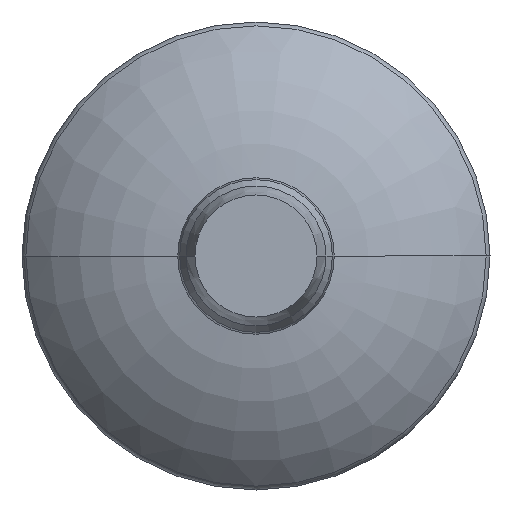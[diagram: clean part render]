
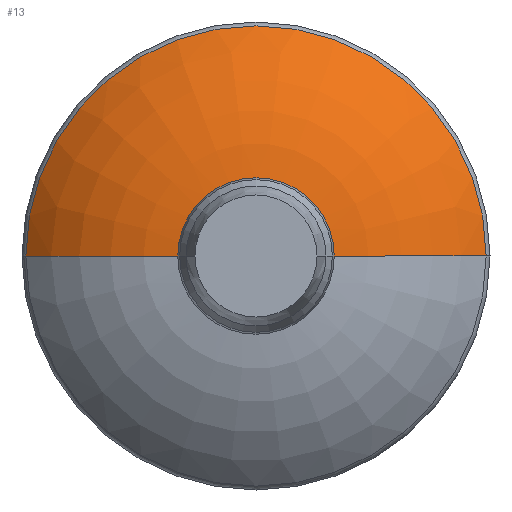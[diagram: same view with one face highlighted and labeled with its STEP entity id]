
A CAD part, left-side view. The second image highlights one B-rep face of the part: STEP entity #13.
In plain terms, the highlighted toroidal (fillet/blend) face has major radius 1.149 mm and minor radius 4.623 mm.
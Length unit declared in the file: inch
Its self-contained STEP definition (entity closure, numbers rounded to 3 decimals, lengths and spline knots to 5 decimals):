
#2 = FACE_OUTER_BOUND ( 'NONE', #845, .T. ) ;
#7 = DIRECTION ( 'NONE',  ( 1., 0., 0. ) ) ;
#13 = ADVANCED_FACE ( 'NONE', ( #2 ), #366, .T. ) ;
#28 = CIRCLE ( 'NONE', #643, 0.18095 ) ;
#47 = EDGE_CURVE ( 'NONE', #833, #118, #28, .T. ) ;
#68 = CARTESIAN_POINT ( 'NONE',  ( 0.10127, -0.04523, 0. ) ) ;
#75 = DIRECTION ( 'NONE',  ( 0., 1., 0. ) ) ;
#118 = VERTEX_POINT ( 'NONE', #602 ) ;
#158 = ORIENTED_EDGE ( 'NONE', *, *, #583, .T. ) ;
#160 = CIRCLE ( 'NONE', #394, 0.182 ) ;
#214 = DIRECTION ( 'NONE',  ( 1., 0., 0. ) ) ;
#237 = CIRCLE ( 'NONE', #630, 0.182 ) ;
#258 = CARTESIAN_POINT ( 'NONE',  ( -0.08, 0.0615, 0. ) ) ;
#260 = DIRECTION ( 'NONE',  ( 0., 0., -1. ) ) ;
#291 = AXIS2_PLACEMENT_3D ( 'NONE', #549, #7, #478 ) ;
#364 = VERTEX_POINT ( 'NONE', #258 ) ;
#366 = TOROIDAL_SURFACE ( 'NONE', #291, 0.04523, 0.182 ) ;
#394 = AXIS2_PLACEMENT_3D ( 'NONE', #517, #260, #529 ) ;
#405 = DIRECTION ( 'NONE',  ( 0., -1., 0. ) ) ;
#423 = CARTESIAN_POINT ( 'NONE',  ( -0.01999, 0., 0. ) ) ;
#474 = DIRECTION ( 'NONE',  ( 0., 0., 1. ) ) ;
#478 = DIRECTION ( 'NONE',  ( 0., 1., 0. ) ) ;
#481 = ORIENTED_EDGE ( 'NONE', *, *, #47, .F. ) ;
#517 = CARTESIAN_POINT ( 'NONE',  ( 0.10127, 0.04523, 0. ) ) ;
#529 = DIRECTION ( 'NONE',  ( -1., 0., 0. ) ) ;
#548 = CIRCLE ( 'NONE', #891, 0.0615 ) ;
#549 = CARTESIAN_POINT ( 'NONE',  ( 0.10127, 0., 0. ) ) ;
#555 = ORIENTED_EDGE ( 'NONE', *, *, #849, .F. ) ;
#583 = EDGE_CURVE ( 'NONE', #611, #118, #237, .T. ) ;
#602 = CARTESIAN_POINT ( 'NONE',  ( -0.01999, -0.18095, 0. ) ) ;
#611 = VERTEX_POINT ( 'NONE', #738 ) ;
#630 = AXIS2_PLACEMENT_3D ( 'NONE', #68, #474, #405 ) ;
#643 = AXIS2_PLACEMENT_3D ( 'NONE', #423, #691, #75 ) ;
#687 = DIRECTION ( 'NONE',  ( 0., 1., 0. ) ) ;
#691 = DIRECTION ( 'NONE',  ( 1., 0., 0. ) ) ;
#738 = CARTESIAN_POINT ( 'NONE',  ( -0.08, -0.0615, 0. ) ) ;
#746 = ORIENTED_EDGE ( 'NONE', *, *, #895, .T. ) ;
#833 = VERTEX_POINT ( 'NONE', #876 ) ;
#840 = CARTESIAN_POINT ( 'NONE',  ( -0.08, 0., 0. ) ) ;
#845 = EDGE_LOOP ( 'NONE', ( #746, #158, #481, #555 ) ) ;
#849 = EDGE_CURVE ( 'NONE', #364, #833, #160, .T. ) ;
#876 = CARTESIAN_POINT ( 'NONE',  ( -0.01999, 0.18095, 0. ) ) ;
#891 = AXIS2_PLACEMENT_3D ( 'NONE', #840, #214, #687 ) ;
#895 = EDGE_CURVE ( 'NONE', #364, #611, #548, .T. ) ;
